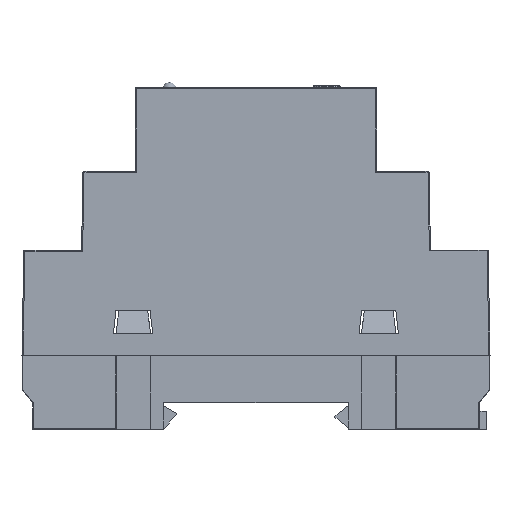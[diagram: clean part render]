
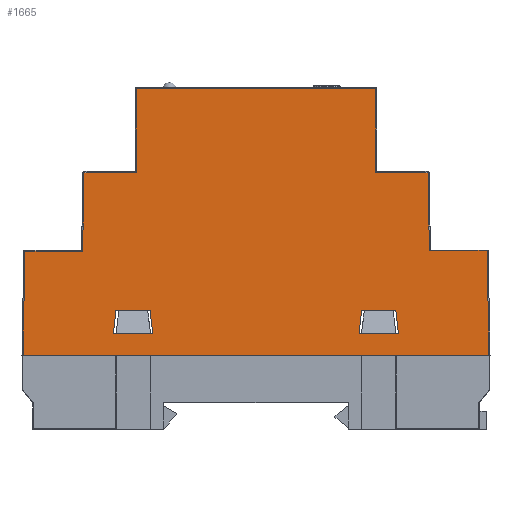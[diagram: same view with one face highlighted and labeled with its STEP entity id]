
A CAD part, left-side view. The second image highlights one B-rep face of the part: STEP entity #1665.
In plain terms, the highlighted planar face has unit normal (-1, 0, 0).
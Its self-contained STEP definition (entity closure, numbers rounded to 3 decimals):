
#1665=ADVANCED_FACE('',(#8612,#8614,#8616),#8618,.T.);
#8612=FACE_BOUND('',#8613,.T.);
#8613=EDGE_LOOP('',(#20379,#20380,#20381,#20382,#20383,#20384,#20385,#20386,#20387,
#20388,#20389,#20390));
#8614=FACE_BOUND('',#8615,.T.);
#8615=EDGE_LOOP('',(#20391,#20392,#20393,#20394));
#8616=FACE_BOUND('',#8617,.T.);
#8617=EDGE_LOOP('',(#20395,#20396,#20397,#20398));
#8618=PLANE('',#8619);
#8619=AXIS2_PLACEMENT_3D('',#8620,#8621,#8622);
#8620=CARTESIAN_POINT('',(-52.,44.571,0.));
#8621=DIRECTION('',(-1.,0.,0.));
#8622=DIRECTION('',(0.,-1.,0.));
#20379=ORIENTED_EDGE('',*,*,#30191,.F.);
#20380=ORIENTED_EDGE('',*,*,#30192,.T.);
#20381=ORIENTED_EDGE('',*,*,#30193,.T.);
#20382=ORIENTED_EDGE('',*,*,#30194,.T.);
#20383=ORIENTED_EDGE('',*,*,#30195,.T.);
#20384=ORIENTED_EDGE('',*,*,#30196,.F.);
#20385=ORIENTED_EDGE('',*,*,#30197,.T.);
#20386=ORIENTED_EDGE('',*,*,#30198,.F.);
#20387=ORIENTED_EDGE('',*,*,#30199,.T.);
#20388=ORIENTED_EDGE('',*,*,#30200,.T.);
#20389=ORIENTED_EDGE('',*,*,#30201,.T.);
#20390=ORIENTED_EDGE('',*,*,#30202,.T.);
#20391=ORIENTED_EDGE('',*,*,#30203,.T.);
#20392=ORIENTED_EDGE('',*,*,#30204,.T.);
#20393=ORIENTED_EDGE('',*,*,#30205,.T.);
#20394=ORIENTED_EDGE('',*,*,#30206,.T.);
#20395=ORIENTED_EDGE('',*,*,#30207,.T.);
#20396=ORIENTED_EDGE('',*,*,#30208,.T.);
#20397=ORIENTED_EDGE('',*,*,#30209,.T.);
#20398=ORIENTED_EDGE('',*,*,#30210,.T.);
#30191=EDGE_CURVE('',#34653,#34654,#34655,.T.);
#30192=EDGE_CURVE('',#34653,#34656,#34657,.F.);
#30193=EDGE_CURVE('',#34656,#34658,#34659,.T.);
#30194=EDGE_CURVE('',#34658,#34660,#34661,.T.);
#30195=EDGE_CURVE('',#34660,#34662,#34663,.T.);
#30196=EDGE_CURVE('',#34664,#34662,#34665,.F.);
#30197=EDGE_CURVE('',#34664,#34666,#34667,.T.);
#30198=EDGE_CURVE('',#34668,#34666,#34669,.F.);
#30199=EDGE_CURVE('',#34668,#34670,#34671,.T.);
#30200=EDGE_CURVE('',#34670,#34672,#34673,.T.);
#30201=EDGE_CURVE('',#34672,#34674,#34675,.T.);
#30202=EDGE_CURVE('',#34674,#34654,#34676,.F.);
#30203=EDGE_CURVE('',#34677,#34678,#34679,.F.);
#30204=EDGE_CURVE('',#34678,#34680,#34681,.F.);
#30205=EDGE_CURVE('',#34680,#34682,#34683,.F.);
#30206=EDGE_CURVE('',#34682,#34677,#34684,.F.);
#30207=EDGE_CURVE('',#34685,#34686,#34687,.F.);
#30208=EDGE_CURVE('',#34686,#34688,#34689,.F.);
#30209=EDGE_CURVE('',#34688,#34690,#34691,.F.);
#30210=EDGE_CURVE('',#34690,#34685,#34692,.F.);
#34653=VERTEX_POINT('',#42131);
#34654=VERTEX_POINT('',#42132);
#34655=LINE('',#42133,#42134);
#34656=VERTEX_POINT('',#42136);
#34657=LINE('',#42137,#42138);
#34658=VERTEX_POINT('',#42140);
#34659=LINE('',#42141,#42142);
#34660=VERTEX_POINT('',#42144);
#34661=LINE('',#42145,#42146);
#34662=VERTEX_POINT('',#42148);
#34663=LINE('',#42149,#42150);
#34664=VERTEX_POINT('',#42152);
#34665=LINE('',#42153,#42154);
#34666=VERTEX_POINT('',#42156);
#34667=LINE('',#42157,#42158);
#34668=VERTEX_POINT('',#42160);
#34669=LINE('',#42161,#42162);
#34670=VERTEX_POINT('',#42164);
#34671=LINE('',#42165,#42166);
#34672=VERTEX_POINT('',#42168);
#34673=LINE('',#42169,#42170);
#34674=VERTEX_POINT('',#42172);
#34675=LINE('',#42173,#42174);
#34676=LINE('',#42176,#42177);
#34677=VERTEX_POINT('',#42179);
#34678=VERTEX_POINT('',#42180);
#34679=LINE('',#42181,#42182);
#34680=VERTEX_POINT('',#42184);
#34681=LINE('',#42185,#42186);
#34682=VERTEX_POINT('',#42188);
#34683=LINE('',#42189,#42190);
#34684=LINE('',#42192,#42193);
#34685=VERTEX_POINT('',#42195);
#34686=VERTEX_POINT('',#42196);
#34687=LINE('',#42197,#42198);
#34688=VERTEX_POINT('',#42200);
#34689=LINE('',#42201,#42202);
#34690=VERTEX_POINT('',#42204);
#34691=LINE('',#42205,#42206);
#34692=LINE('',#42208,#42209);
#42131=CARTESIAN_POINT('',(-52.,22.8,50.8));
#42132=CARTESIAN_POINT('',(-52.,-22.8,50.8));
#42133=CARTESIAN_POINT('',(-52.,22.8,50.8));
#42134=VECTOR('',#42135,1.);
#42135=DIRECTION('',(0.,-1.,0.));
#42136=CARTESIAN_POINT('',(-52.,22.8,34.8));
#42137=CARTESIAN_POINT('',(-52.,22.8,34.8));
#42138=VECTOR('',#42139,1.);
#42139=DIRECTION('',(0.,0.,1.));
#42140=CARTESIAN_POINT('',(-52.,32.764,34.8));
#42141=CARTESIAN_POINT('',(-52.,22.8,34.8));
#42142=VECTOR('',#42143,1.);
#42143=DIRECTION('',(0.,1.,0.));
#42144=CARTESIAN_POINT('',(-52.,33.026,19.8));
#42145=CARTESIAN_POINT('',(-52.,32.764,34.8));
#42146=VECTOR('',#42147,1.);
#42147=DIRECTION('',(0.,0.017,-1.));
#42148=CARTESIAN_POINT('',(-52.,44.026,19.8));
#42149=CARTESIAN_POINT('',(-52.,33.026,19.8));
#42150=VECTOR('',#42151,1.);
#42151=DIRECTION('',(0.,1.,0.));
#42152=CARTESIAN_POINT('',(-52.,44.371,0.));
#42153=CARTESIAN_POINT('',(-52.,44.026,19.8));
#42154=VECTOR('',#42155,1.);
#42155=DIRECTION('',(0.,0.017,-1.));
#42156=CARTESIAN_POINT('',(-52.,-44.371,0.));
#42157=CARTESIAN_POINT('',(-52.,44.371,0.));
#42158=VECTOR('',#42159,1.);
#42159=DIRECTION('',(0.,-1.,0.));
#42160=CARTESIAN_POINT('',(-52.,-44.022,20.));
#42161=CARTESIAN_POINT('',(-52.,-44.371,0.));
#42162=VECTOR('',#42163,1.);
#42163=DIRECTION('',(0.,0.017,1.));
#42164=CARTESIAN_POINT('',(-52.,-33.022,20.));
#42165=CARTESIAN_POINT('',(-52.,-44.022,20.));
#42166=VECTOR('',#42167,1.);
#42167=DIRECTION('',(0.,1.,0.));
#42168=CARTESIAN_POINT('',(-52.,-32.764,34.8));
#42169=CARTESIAN_POINT('',(-52.,-33.022,20.));
#42170=VECTOR('',#42171,1.);
#42171=DIRECTION('',(0.,0.017,1.));
#42172=CARTESIAN_POINT('',(-52.,-22.8,34.8));
#42173=CARTESIAN_POINT('',(-52.,-32.764,34.8));
#42174=VECTOR('',#42175,1.);
#42175=DIRECTION('',(0.,1.,0.));
#42176=CARTESIAN_POINT('',(-52.,-22.8,50.8));
#42177=VECTOR('',#42178,1.);
#42178=DIRECTION('',(0.,0.,-1.));
#42179=CARTESIAN_POINT('',(-52.,-19.623,4.049));
#42180=CARTESIAN_POINT('',(-52.,-20.123,8.549));
#42181=CARTESIAN_POINT('',(-52.,-20.123,8.549));
#42182=VECTOR('',#42183,1.);
#42183=DIRECTION('',(0.,0.11,-0.994));
#42184=CARTESIAN_POINT('',(-52.,-26.623,8.549));
#42185=CARTESIAN_POINT('',(-52.,-26.623,8.549));
#42186=VECTOR('',#42187,1.);
#42187=DIRECTION('',(0.,1.,0.));
#42188=CARTESIAN_POINT('',(-52.,-27.123,4.049));
#42189=CARTESIAN_POINT('',(-52.,-27.123,4.049));
#42190=VECTOR('',#42191,1.);
#42191=DIRECTION('',(0.,0.11,0.994));
#42192=CARTESIAN_POINT('',(-52.,-19.623,4.049));
#42193=VECTOR('',#42194,1.);
#42194=DIRECTION('',(0.,-1.,0.));
#42195=CARTESIAN_POINT('',(-52.,27.177,4.049));
#42196=CARTESIAN_POINT('',(-52.,26.677,8.549));
#42197=CARTESIAN_POINT('',(-52.,26.677,8.549));
#42198=VECTOR('',#42199,1.);
#42199=DIRECTION('',(0.,0.11,-0.994));
#42200=CARTESIAN_POINT('',(-52.,20.177,8.549));
#42201=CARTESIAN_POINT('',(-52.,20.177,8.549));
#42202=VECTOR('',#42203,1.);
#42203=DIRECTION('',(0.,1.,0.));
#42204=CARTESIAN_POINT('',(-52.,19.677,4.049));
#42205=CARTESIAN_POINT('',(-52.,19.677,4.049));
#42206=VECTOR('',#42207,1.);
#42207=DIRECTION('',(0.,0.11,0.994));
#42208=CARTESIAN_POINT('',(-52.,27.177,4.049));
#42209=VECTOR('',#42210,1.);
#42210=DIRECTION('',(0.,-1.,0.));
